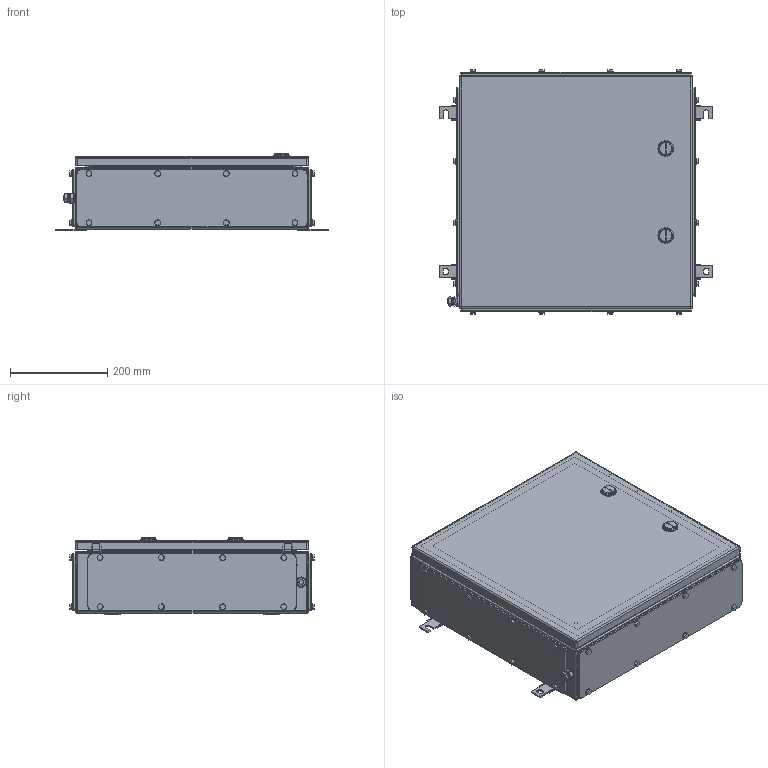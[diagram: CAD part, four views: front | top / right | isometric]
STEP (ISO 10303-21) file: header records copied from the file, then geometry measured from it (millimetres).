
FILE_DESCRIPTION(('CATIA V5 STEP Exchange','CAx-IF Rec.Pracs.--- Model Styling and Organization---1.4--- 2014-01-23'),'2;1');
FILE_NAME ('008820-5_4_1200480000_1200480000.stp','2019-09-23T08:30:02+00:00',('none'),('Weidmueller'),'CATIA Version 5-6 Release 2016 SP3 HF44','CATIA V5 STEP AP214','none');
FILE_SCHEMA(('AUTOMOTIVE_DESIGN { 1 0 10303 214 1 1 1 1 }'));
Products named in the file (1): ZUB_KTB_QL_484815_4GP_AllCATPart
Bounding box: 561 x 502 x 159.8 mm (x, y, z)
Volume: 2100523.4 mm3; surface area: 2153831.6 mm2
Topology: 118 solids, 120 shells, 2337 faces, 5356 edges, 3368 vertices
Faces by surface type: cylinder 1042, plane 1013, cone 228, sphere 24, torus 22, bspline 8
Entity records: 62617 total; most frequent: CARTESIAN_POINT 12917, ORIENTED_EDGE 10512, DIRECTION 8391, EDGE_CURVE 5256, AXIS2_PLACEMENT_3D 3729, VERTEX_POINT 3368, VECTOR 2936, LINE 2936
